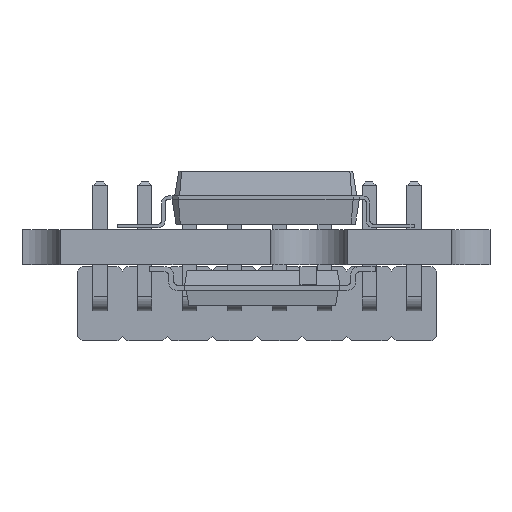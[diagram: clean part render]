
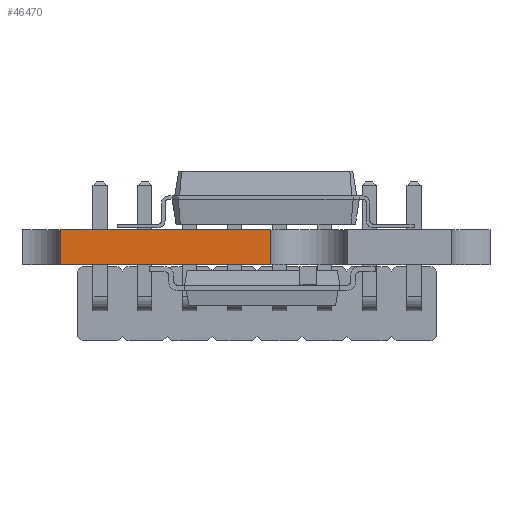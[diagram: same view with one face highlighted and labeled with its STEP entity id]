
A CAD part, front view. The second image highlights one B-rep face of the part: STEP entity #46470.
In plain terms, the highlighted planar face has unit normal (0, -1, 0).
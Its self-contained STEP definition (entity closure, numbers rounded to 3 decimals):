
#46344 = EDGE_CURVE('',#46345,#46347,#46349,.T.);
#46345 = VERTEX_POINT('',#46346);
#46346 = CARTESIAN_POINT('',(1.1,-13.25,0.));
#46347 = VERTEX_POINT('',#46348);
#46348 = CARTESIAN_POINT('',(1.1,-13.25,1.));
#46349 = SURFACE_CURVE('',#46350,(#46354,#46366),.PCURVE_S1.);
#46350 = LINE('',#46351,#46352);
#46351 = CARTESIAN_POINT('',(1.1,-13.25,0.));
#46352 = VECTOR('',#46353,1.);
#46353 = DIRECTION('',(0.,0.,1.));
#46354 = PCURVE('',#46355,#46360);
#46355 = CYLINDRICAL_SURFACE('',#46356,1.1);
#46356 = AXIS2_PLACEMENT_3D('',#46357,#46358,#46359);
#46357 = CARTESIAN_POINT('',(0.,-13.25,0.));
#46358 = DIRECTION('',(-0.,-0.,-1.));
#46359 = DIRECTION('',(1.,0.,-0.));
#46360 = DEFINITIONAL_REPRESENTATION('',(#46361),#46365);
#46361 = LINE('',#46362,#46363);
#46362 = CARTESIAN_POINT('',(-0.,0.));
#46363 = VECTOR('',#46364,1.);
#46364 = DIRECTION('',(-0.,-1.));
#46365 = ( GEOMETRIC_REPRESENTATION_CONTEXT(2) 
PARAMETRIC_REPRESENTATION_CONTEXT() REPRESENTATION_CONTEXT('2D SPACE',''
  ) );
#46366 = PCURVE('',#46367,#46372);
#46367 = PLANE('',#46368);
#46368 = AXIS2_PLACEMENT_3D('',#46369,#46370,#46371);
#46369 = CARTESIAN_POINT('',(1.1,-13.25,0.));
#46370 = DIRECTION('',(0.,1.,0.));
#46371 = DIRECTION('',(1.,0.,0.));
#46372 = DEFINITIONAL_REPRESENTATION('',(#46373),#46377);
#46373 = LINE('',#46374,#46375);
#46374 = CARTESIAN_POINT('',(0.,0.));
#46375 = VECTOR('',#46376,1.);
#46376 = DIRECTION('',(0.,-1.));
#46377 = ( GEOMETRIC_REPRESENTATION_CONTEXT(2) 
PARAMETRIC_REPRESENTATION_CONTEXT() REPRESENTATION_CONTEXT('2D SPACE',''
  ) );
#46396 = PLANE('',#46397);
#46397 = AXIS2_PLACEMENT_3D('',#46398,#46399,#46400);
#46398 = CARTESIAN_POINT('',(6.56,-6.567,1.));
#46399 = DIRECTION('',(-0.,-0.,-1.));
#46400 = DIRECTION('',(-1.,0.,0.));
#46455 = PLANE('',#46456);
#46456 = AXIS2_PLACEMENT_3D('',#46457,#46458,#46459);
#46457 = CARTESIAN_POINT('',(6.56,-6.567,0.));
#46458 = DIRECTION('',(-0.,-0.,-1.));
#46459 = DIRECTION('',(-1.,0.,0.));
#46470 = ADVANCED_FACE('',(#46471),#46367,.F.);
#46471 = FACE_BOUND('',#46472,.F.);
#46472 = EDGE_LOOP('',(#46473,#46474,#46497,#46525));
#46473 = ORIENTED_EDGE('',*,*,#46344,.T.);
#46474 = ORIENTED_EDGE('',*,*,#46475,.T.);
#46475 = EDGE_CURVE('',#46347,#46476,#46478,.T.);
#46476 = VERTEX_POINT('',#46477);
#46477 = CARTESIAN_POINT('',(7.025,-13.25,1.));
#46478 = SURFACE_CURVE('',#46479,(#46483,#46490),.PCURVE_S1.);
#46479 = LINE('',#46480,#46481);
#46480 = CARTESIAN_POINT('',(1.1,-13.25,1.));
#46481 = VECTOR('',#46482,1.);
#46482 = DIRECTION('',(1.,0.,0.));
#46483 = PCURVE('',#46367,#46484);
#46484 = DEFINITIONAL_REPRESENTATION('',(#46485),#46489);
#46485 = LINE('',#46486,#46487);
#46486 = CARTESIAN_POINT('',(0.,-1.));
#46487 = VECTOR('',#46488,1.);
#46488 = DIRECTION('',(1.,0.));
#46489 = ( GEOMETRIC_REPRESENTATION_CONTEXT(2) 
PARAMETRIC_REPRESENTATION_CONTEXT() REPRESENTATION_CONTEXT('2D SPACE',''
  ) );
#46490 = PCURVE('',#46396,#46491);
#46491 = DEFINITIONAL_REPRESENTATION('',(#46492),#46496);
#46492 = LINE('',#46493,#46494);
#46493 = CARTESIAN_POINT('',(5.46,-6.683));
#46494 = VECTOR('',#46495,1.);
#46495 = DIRECTION('',(-1.,0.));
#46496 = ( GEOMETRIC_REPRESENTATION_CONTEXT(2) 
PARAMETRIC_REPRESENTATION_CONTEXT() REPRESENTATION_CONTEXT('2D SPACE',''
  ) );
#46497 = ORIENTED_EDGE('',*,*,#46498,.F.);
#46498 = EDGE_CURVE('',#46499,#46476,#46501,.T.);
#46499 = VERTEX_POINT('',#46500);
#46500 = CARTESIAN_POINT('',(7.025,-13.25,0.));
#46501 = SURFACE_CURVE('',#46502,(#46506,#46513),.PCURVE_S1.);
#46502 = LINE('',#46503,#46504);
#46503 = CARTESIAN_POINT('',(7.025,-13.25,0.));
#46504 = VECTOR('',#46505,1.);
#46505 = DIRECTION('',(0.,0.,1.));
#46506 = PCURVE('',#46367,#46507);
#46507 = DEFINITIONAL_REPRESENTATION('',(#46508),#46512);
#46508 = LINE('',#46509,#46510);
#46509 = CARTESIAN_POINT('',(5.925,0.));
#46510 = VECTOR('',#46511,1.);
#46511 = DIRECTION('',(0.,-1.));
#46512 = ( GEOMETRIC_REPRESENTATION_CONTEXT(2) 
PARAMETRIC_REPRESENTATION_CONTEXT() REPRESENTATION_CONTEXT('2D SPACE',''
  ) );
#46513 = PCURVE('',#46514,#46519);
#46514 = CYLINDRICAL_SURFACE('',#46515,1.1);
#46515 = AXIS2_PLACEMENT_3D('',#46516,#46517,#46518);
#46516 = CARTESIAN_POINT('',(8.125,-13.25,0.));
#46517 = DIRECTION('',(-0.,-0.,-1.));
#46518 = DIRECTION('',(1.,0.,-0.));
#46519 = DEFINITIONAL_REPRESENTATION('',(#46520),#46524);
#46520 = LINE('',#46521,#46522);
#46521 = CARTESIAN_POINT('',(-3.142,0.));
#46522 = VECTOR('',#46523,1.);
#46523 = DIRECTION('',(-0.,-1.));
#46524 = ( GEOMETRIC_REPRESENTATION_CONTEXT(2) 
PARAMETRIC_REPRESENTATION_CONTEXT() REPRESENTATION_CONTEXT('2D SPACE',''
  ) );
#46525 = ORIENTED_EDGE('',*,*,#46526,.F.);
#46526 = EDGE_CURVE('',#46345,#46499,#46527,.T.);
#46527 = SURFACE_CURVE('',#46528,(#46532,#46539),.PCURVE_S1.);
#46528 = LINE('',#46529,#46530);
#46529 = CARTESIAN_POINT('',(1.1,-13.25,0.));
#46530 = VECTOR('',#46531,1.);
#46531 = DIRECTION('',(1.,0.,0.));
#46532 = PCURVE('',#46367,#46533);
#46533 = DEFINITIONAL_REPRESENTATION('',(#46534),#46538);
#46534 = LINE('',#46535,#46536);
#46535 = CARTESIAN_POINT('',(0.,0.));
#46536 = VECTOR('',#46537,1.);
#46537 = DIRECTION('',(1.,0.));
#46538 = ( GEOMETRIC_REPRESENTATION_CONTEXT(2) 
PARAMETRIC_REPRESENTATION_CONTEXT() REPRESENTATION_CONTEXT('2D SPACE',''
  ) );
#46539 = PCURVE('',#46455,#46540);
#46540 = DEFINITIONAL_REPRESENTATION('',(#46541),#46545);
#46541 = LINE('',#46542,#46543);
#46542 = CARTESIAN_POINT('',(5.46,-6.683));
#46543 = VECTOR('',#46544,1.);
#46544 = DIRECTION('',(-1.,0.));
#46545 = ( GEOMETRIC_REPRESENTATION_CONTEXT(2) 
PARAMETRIC_REPRESENTATION_CONTEXT() REPRESENTATION_CONTEXT('2D SPACE',''
  ) );
